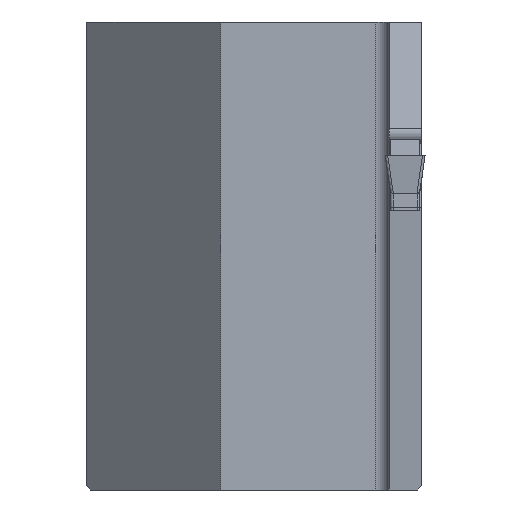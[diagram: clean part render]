
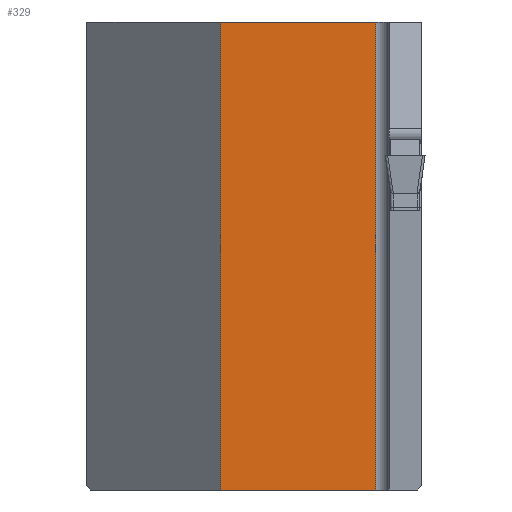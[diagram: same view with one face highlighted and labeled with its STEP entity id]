
A CAD part, left-side view. The second image highlights one B-rep face of the part: STEP entity #329.
In plain terms, the highlighted planar face has unit normal (-1, 0, 0).
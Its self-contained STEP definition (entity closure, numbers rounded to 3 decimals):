
#329=ADVANCED_FACE('',(#446),#393,.F.);
#393=PLANE('',#1469);
#446=FACE_OUTER_BOUND('',#510,.T.);
#510=EDGE_LOOP('',(#676,#677,#678,#679));
#676=ORIENTED_EDGE('',*,*,#1035,.F.);
#677=ORIENTED_EDGE('',*,*,#1077,.T.);
#678=ORIENTED_EDGE('',*,*,#1056,.T.);
#679=ORIENTED_EDGE('',*,*,#1078,.T.);
#922=VERTEX_POINT('',#1920);
#923=VERTEX_POINT('',#1922);
#938=VERTEX_POINT('',#1963);
#939=VERTEX_POINT('',#1965);
#1035=EDGE_CURVE('',#922,#923,#1200,.T.);
#1056=EDGE_CURVE('',#939,#938,#1218,.T.);
#1077=EDGE_CURVE('',#922,#939,#1237,.T.);
#1078=EDGE_CURVE('',#938,#923,#1238,.T.);
#1200=LINE('',#1921,#1332);
#1218=LINE('',#1964,#1350);
#1237=LINE('',#2004,#1369);
#1238=LINE('',#2005,#1370);
#1332=VECTOR('',#1577,1.);
#1350=VECTOR('',#1613,1.);
#1369=VECTOR('',#1662,1.);
#1370=VECTOR('',#1663,1.);
#1469=AXIS2_PLACEMENT_3D('',#2006,#1664,#1665);
#1577=DIRECTION('',(0.,-1.,0.));
#1613=DIRECTION('',(0.,-1.,0.));
#1662=DIRECTION('',(0.,0.,-1.));
#1663=DIRECTION('',(0.,0.,1.));
#1664=DIRECTION('',(1.,0.,0.));
#1665=DIRECTION('',(0.,0.,-1.));
#1920=CARTESIAN_POINT('',(23.,-10.,10.));
#1921=CARTESIAN_POINT('',(23.,12.3,10.));
#1922=CARTESIAN_POINT('',(23.,-21.6,10.));
#1963=CARTESIAN_POINT('',(23.,-21.6,-25.));
#1964=CARTESIAN_POINT('',(23.,12.3,-25.));
#1965=CARTESIAN_POINT('',(23.,-10.,-25.));
#2004=CARTESIAN_POINT('',(23.,-10.,-35.));
#2005=CARTESIAN_POINT('',(23.,-21.6,10.));
#2006=CARTESIAN_POINT('',(23.,12.3,-25.));
